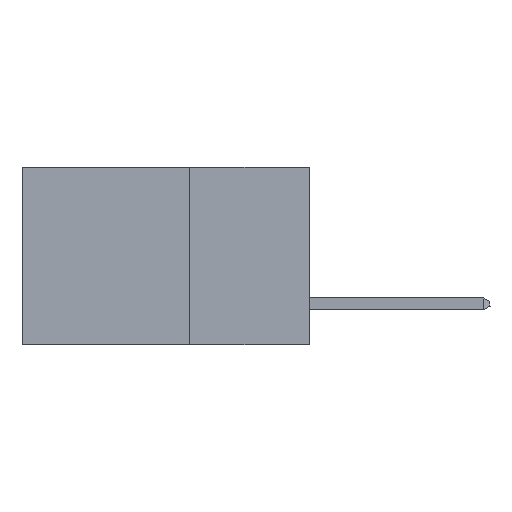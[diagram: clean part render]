
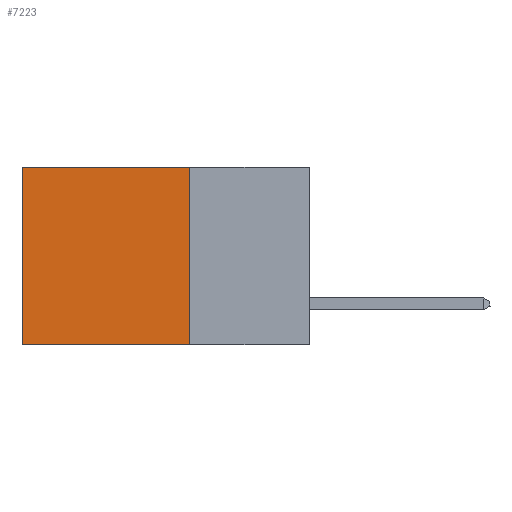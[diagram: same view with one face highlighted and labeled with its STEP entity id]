
A CAD part, left-side view. The second image highlights one B-rep face of the part: STEP entity #7223.
In plain terms, the highlighted planar face has unit normal (-1, 0, 0).
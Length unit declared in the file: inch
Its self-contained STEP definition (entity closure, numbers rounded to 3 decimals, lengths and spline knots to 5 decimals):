
#1865 = DIRECTION ( 'NONE',  ( 0., 1., 0. ) ) ;
#2853 = LINE ( 'NONE', #3835, #16386 ) ;
#3359 = LINE ( 'NONE', #39080, #36775 ) ;
#3835 = CARTESIAN_POINT ( 'NONE',  ( 0.2875, 0.25, 0. ) ) ;
#7213 = PLANE ( 'NONE',  #23730 ) ;
#7223 = ADVANCED_FACE ( 'NONE', ( #41958 ), #7213, .F. ) ;
#8190 = VERTEX_POINT ( 'NONE', #16575 ) ;
#8576 = DIRECTION ( 'NONE',  ( 1., 0., 0. ) ) ;
#11209 = ORIENTED_EDGE ( 'NONE', *, *, #36479, .F. ) ;
#11719 = CARTESIAN_POINT ( 'NONE',  ( 0.2875, 0.25, 0. ) ) ;
#11972 = ORIENTED_EDGE ( 'NONE', *, *, #19666, .F. ) ;
#13611 = VECTOR ( 'NONE', #1865, 39.37008 ) ;
#13704 = EDGE_CURVE ( 'NONE', #40386, #27634, #16859, .T. ) ;
#14115 = DIRECTION ( 'NONE',  ( 0., 0., -1. ) ) ;
#16386 = VECTOR ( 'NONE', #14115, 39.37008 ) ;
#16575 = CARTESIAN_POINT ( 'NONE',  ( 0.2875, 0.6, -0.37 ) ) ;
#16859 = LINE ( 'NONE', #32864, #13611 ) ;
#17732 = VERTEX_POINT ( 'NONE', #34580 ) ;
#18480 = DIRECTION ( 'NONE',  ( 0., 1., 0. ) ) ;
#19666 = EDGE_CURVE ( 'NONE', #17732, #8190, #31889, .T. ) ;
#20814 = CARTESIAN_POINT ( 'NONE',  ( 0.2875, 0.25, 0. ) ) ;
#20880 = ORIENTED_EDGE ( 'NONE', *, *, #26015, .T. ) ;
#21759 = EDGE_LOOP ( 'NONE', ( #20880, #11972, #11209, #40120 ) ) ;
#22708 = DIRECTION ( 'NONE',  ( 0., 0., -1. ) ) ;
#23730 = AXIS2_PLACEMENT_3D ( 'NONE', #11719, #8576, #22708 ) ;
#26015 = EDGE_CURVE ( 'NONE', #27634, #8190, #3359, .T. ) ;
#27634 = VERTEX_POINT ( 'NONE', #43125 ) ;
#31889 = LINE ( 'NONE', #39068, #35108 ) ;
#32864 = CARTESIAN_POINT ( 'NONE',  ( 0.2875, 0.25, 0. ) ) ;
#34580 = CARTESIAN_POINT ( 'NONE',  ( 0.2875, 0.25, -0.37 ) ) ;
#35108 = VECTOR ( 'NONE', #18480, 39.37008 ) ;
#36479 = EDGE_CURVE ( 'NONE', #40386, #17732, #2853, .T. ) ;
#36775 = VECTOR ( 'NONE', #42508, 39.37008 ) ;
#39068 = CARTESIAN_POINT ( 'NONE',  ( 0.2875, 0.25, -0.37 ) ) ;
#39080 = CARTESIAN_POINT ( 'NONE',  ( 0.2875, 0.6, 0. ) ) ;
#40120 = ORIENTED_EDGE ( 'NONE', *, *, #13704, .T. ) ;
#40386 = VERTEX_POINT ( 'NONE', #20814 ) ;
#41958 = FACE_OUTER_BOUND ( 'NONE', #21759, .T. ) ;
#42508 = DIRECTION ( 'NONE',  ( 0., 0., -1. ) ) ;
#43125 = CARTESIAN_POINT ( 'NONE',  ( 0.2875, 0.6, 0. ) ) ;
